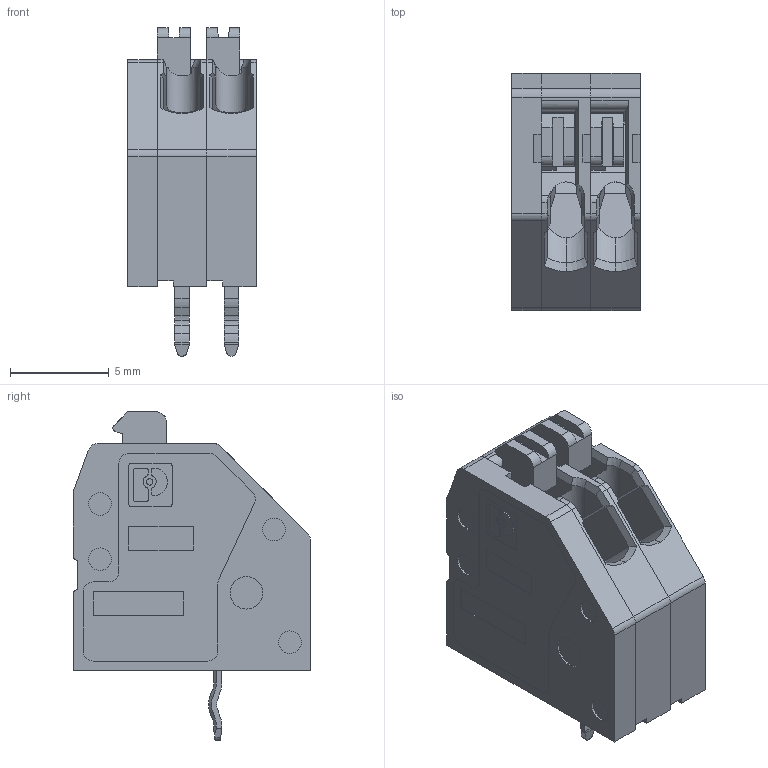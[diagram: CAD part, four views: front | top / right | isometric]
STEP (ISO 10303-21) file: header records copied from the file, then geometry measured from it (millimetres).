
FILE_DESCRIPTION(('STEP AP214'),'1');
FILE_NAME('cctmp_5CF56EAA-FBBD-47D5-A524-EF93B630C2F2_2023_02_06_12_48_18_0248_11952..stp','2023-02-06T12:48:19',('PHOENIX CONTACT Deutschland GmbH'),('CADClick - www.CADClick.com'),'Spatial InterOp 3D',' ','unknown authorization');
FILE_SCHEMA(('AUTOMOTIVE_DESIGN'));
Length unit declared in the file: millimetre
Products named in the file (6): 2023_02_06_12_48_17_0951; 2023_02_06_12_48_18_0248; 2023_02_06_12_48_18_0232; 2023_02_06_12_48_18_0217; 2023_02_06_12_48_18_0170; 2023_02_06_12_48_18_0123
Assembly tree (5 placements, depth 2):
  2023_02_06_12_48_17_0951
    2023_02_06_12_48_18_0248
    2023_02_06_12_48_18_0232
    2023_02_06_12_48_18_0217
    2023_02_06_12_48_18_0170
    2023_02_06_12_48_18_0123
Bounding box: 6.5 x 12 x 16.6 mm (x, y, z)
Volume: 708.2 mm3; surface area: 1435.5 mm2
Topology: 5 solids, 5 shells, 1689 faces, 4752 edges, 3140 vertices
Faces by surface type: plane 1054, cylinder 581, cone 54
Entity records: 68581 total; most frequent: CARTESIAN_POINT 10813, ORIENTED_EDGE 9504, DIRECTION 8984, EDGE_CURVE 4752, VERTEX_POINT 3140, LINE 3118, VECTOR 3118, AXIS2_PLACEMENT_3D 2933
